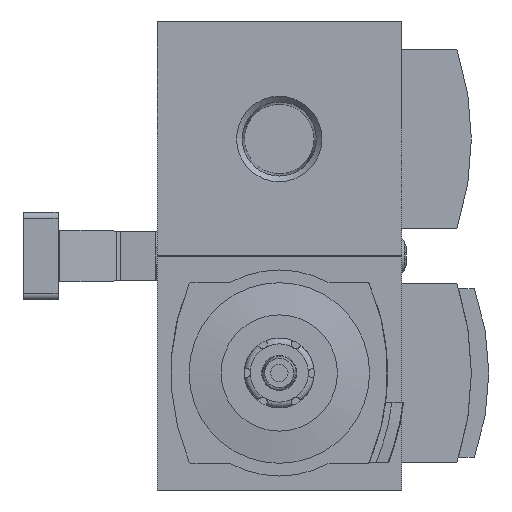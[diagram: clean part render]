
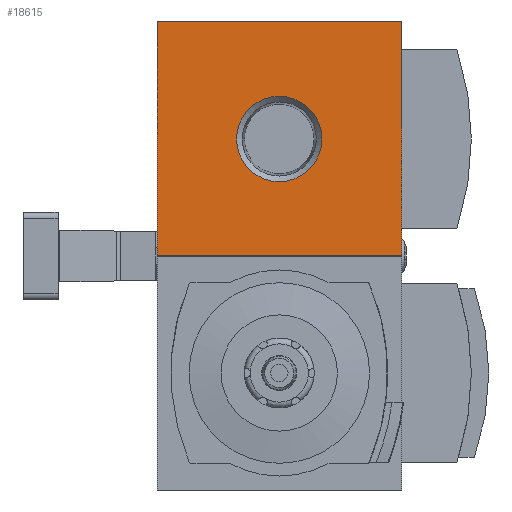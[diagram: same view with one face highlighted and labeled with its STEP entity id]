
A CAD part, front view. The second image highlights one B-rep face of the part: STEP entity #18615.
In plain terms, the highlighted planar face has unit normal (0, -1, 0).
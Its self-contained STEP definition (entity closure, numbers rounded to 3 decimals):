
#237=PLANE('',#19523);
#774=LINE('',#24878,#2340);
#880=LINE('',#25100,#2446);
#895=LINE('',#25138,#2461);
#965=LINE('',#25386,#2531);
#2340=VECTOR('',#20689,1000.);
#2446=VECTOR('',#20861,1000.);
#2461=VECTOR('',#20890,1000.);
#2531=VECTOR('',#21090,1000.);
#4530=ORIENTED_EDGE('',*,*,#8613,.F.);
#4531=ORIENTED_EDGE('',*,*,#8215,.F.);
#4532=ORIENTED_EDGE('',*,*,#8329,.F.);
#4533=ORIENTED_EDGE('',*,*,#8470,.F.);
#4534=ORIENTED_EDGE('',*,*,#8349,.F.);
#8215=EDGE_CURVE('',#10329,#10330,#774,.T.);
#8329=EDGE_CURVE('',#10412,#10329,#880,.T.);
#8349=EDGE_CURVE('',#10330,#10429,#895,.T.);
#8470=EDGE_CURVE('',#10429,#10412,#965,.T.);
#8613=EDGE_CURVE('',#10656,#10656,#11783,.T.);
#10329=VERTEX_POINT('',#24877);
#10330=VERTEX_POINT('',#24879);
#10412=VERTEX_POINT('',#25099);
#10429=VERTEX_POINT('',#25139);
#10656=VERTEX_POINT('',#25670);
#11783=CIRCLE('',#19524,7.33);
#12211=EDGE_LOOP('',(#4530));
#12212=EDGE_LOOP('',(#4531,#4532,#4533,#4534));
#13092=FACE_BOUND('',#12211,.T.);
#13093=FACE_BOUND('',#12212,.T.);
#18615=ADVANCED_FACE('',(#13092,#13093),#237,.F.);
#19523=AXIS2_PLACEMENT_3D('',#25668,#21321,#21322);
#19524=AXIS2_PLACEMENT_3D('',#25669,#21323,#21324);
#20689=DIRECTION('',(0.,0.,1.));
#20861=DIRECTION('',(-1.,0.,0.));
#20890=DIRECTION('',(1.,0.,0.));
#21090=DIRECTION('',(0.,0.,-1.));
#21321=DIRECTION('',(0.,1.,0.));
#21322=DIRECTION('',(0.,0.,1.));
#21323=DIRECTION('',(0.,-1.,0.));
#21324=DIRECTION('',(1.,0.,0.));
#24877=CARTESIAN_POINT('',(-21.,-31.5,-20.1));
#24878=CARTESIAN_POINT('',(-21.,-31.5,-20.1));
#24879=CARTESIAN_POINT('',(-21.,-31.5,20.1));
#25099=CARTESIAN_POINT('',(21.,-31.5,-20.1));
#25100=CARTESIAN_POINT('',(21.,-31.5,-20.1));
#25138=CARTESIAN_POINT('',(-21.,-31.5,20.1));
#25139=CARTESIAN_POINT('',(21.,-31.5,20.1));
#25386=CARTESIAN_POINT('',(21.,-31.5,20.1));
#25668=CARTESIAN_POINT('',(0.,-31.5,0.));
#25669=CARTESIAN_POINT('',(0.,-31.5,0.));
#25670=CARTESIAN_POINT('',(7.33,-31.5,0.));
